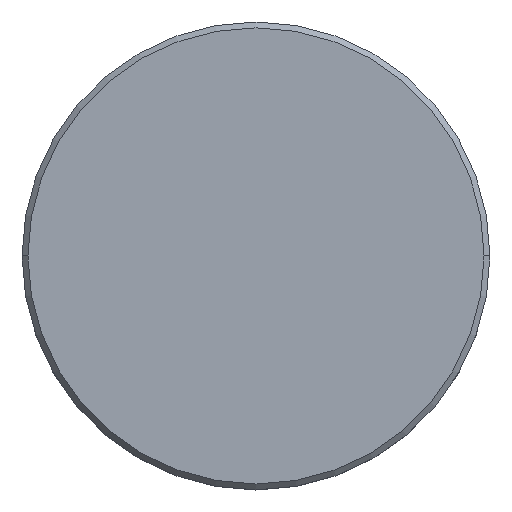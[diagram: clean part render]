
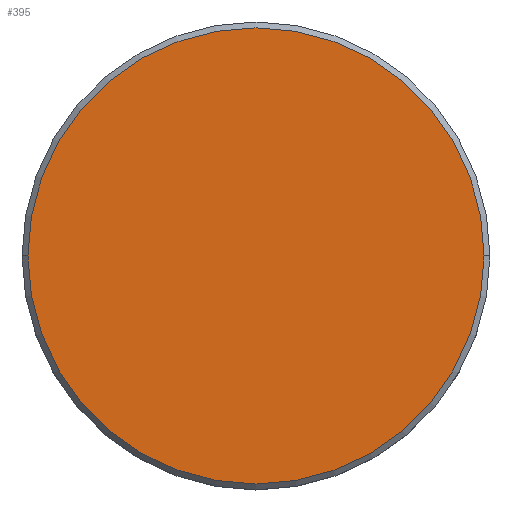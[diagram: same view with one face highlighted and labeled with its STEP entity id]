
A CAD part, top view. The second image highlights one B-rep face of the part: STEP entity #395.
In plain terms, the highlighted planar face has unit normal (0, 0, 1).
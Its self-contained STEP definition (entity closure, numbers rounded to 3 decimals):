
#40 = EDGE_LOOP ( 'NONE', ( #787, #973 ) ) ;
#68 = AXIS2_PLACEMENT_3D ( 'NONE', #688, #589, #518 ) ;
#96 = CARTESIAN_POINT ( 'NONE',  ( 0., 0., 0. ) ) ;
#112 = AXIS2_PLACEMENT_3D ( 'NONE', #1153, #711, #1162 ) ;
#113 = PLANE ( 'NONE',  #124 ) ;
#124 = AXIS2_PLACEMENT_3D ( 'NONE', #96, #659, #875 ) ;
#234 = VERTEX_POINT ( 'NONE', #986 ) ;
#334 = CIRCLE ( 'NONE', #112, 19.5 ) ;
#378 = FACE_OUTER_BOUND ( 'NONE', #40, .T. ) ;
#395 = ADVANCED_FACE ( 'NONE', ( #378 ), #113, .T. ) ;
#503 = VERTEX_POINT ( 'NONE', #999 ) ;
#518 = DIRECTION ( 'NONE',  ( 1., 0., 0. ) ) ;
#589 = DIRECTION ( 'NONE',  ( 0., 0., 1. ) ) ;
#659 = DIRECTION ( 'NONE',  ( 0., 0., 1. ) ) ;
#688 = CARTESIAN_POINT ( 'NONE',  ( 0., 0., 0. ) ) ;
#711 = DIRECTION ( 'NONE',  ( 0., 0., 1. ) ) ;
#714 = EDGE_CURVE ( 'NONE', #234, #503, #1177, .T. ) ;
#787 = ORIENTED_EDGE ( 'NONE', *, *, #714, .T. ) ;
#875 = DIRECTION ( 'NONE',  ( 1., 0., 0. ) ) ;
#891 = EDGE_CURVE ( 'NONE', #503, #234, #334, .T. ) ;
#973 = ORIENTED_EDGE ( 'NONE', *, *, #891, .T. ) ;
#986 = CARTESIAN_POINT ( 'NONE',  ( -19.5, 0., 0. ) ) ;
#999 = CARTESIAN_POINT ( 'NONE',  ( 19.5, 0., 0. ) ) ;
#1153 = CARTESIAN_POINT ( 'NONE',  ( 0., 0., 0. ) ) ;
#1162 = DIRECTION ( 'NONE',  ( 1., 0., 0. ) ) ;
#1177 = CIRCLE ( 'NONE', #68, 19.5 ) ;
